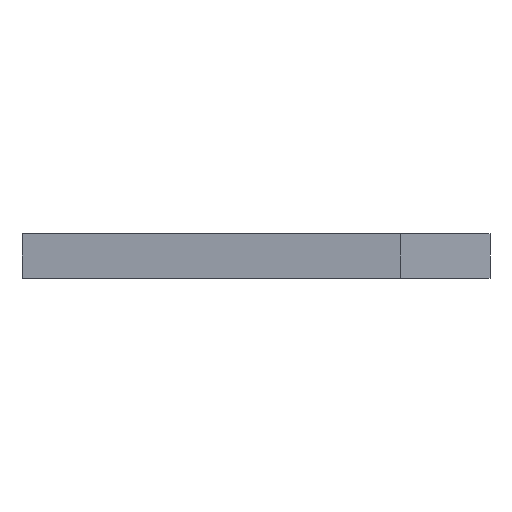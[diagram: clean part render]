
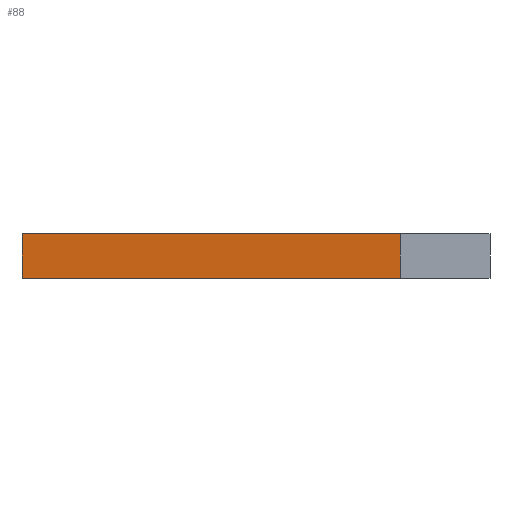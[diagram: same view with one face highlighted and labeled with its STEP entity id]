
A CAD part, left-side view. The second image highlights one B-rep face of the part: STEP entity #88.
In plain terms, the highlighted planar face has unit normal (-0.993, 0.122, 0).
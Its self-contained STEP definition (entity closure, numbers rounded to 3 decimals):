
#88=ADVANCED_FACE('',(#200),#144,.F.);
#144=PLANE('',#1061);
#200=FACE_OUTER_BOUND('',#252,.T.);
#252=EDGE_LOOP('',(#312,#313,#314,#315));
#312=ORIENTED_EDGE('',*,*,#664,.T.);
#313=ORIENTED_EDGE('',*,*,#665,.F.);
#314=ORIENTED_EDGE('',*,*,#666,.F.);
#315=ORIENTED_EDGE('',*,*,#667,.T.);
#576=VERTEX_POINT('',#1365);
#577=VERTEX_POINT('',#1366);
#578=VERTEX_POINT('',#1368);
#579=VERTEX_POINT('',#1370);
#664=EDGE_CURVE('',#576,#577,#796,.T.);
#665=EDGE_CURVE('',#578,#577,#797,.T.);
#666=EDGE_CURVE('',#579,#578,#798,.T.);
#667=EDGE_CURVE('',#579,#576,#799,.T.);
#796=LINE('',#1364,#928);
#797=LINE('',#1367,#929);
#798=LINE('',#1369,#930);
#799=LINE('',#1371,#931);
#928=VECTOR('',#1119,1.);
#929=VECTOR('',#1120,1.);
#930=VECTOR('',#1121,1.);
#931=VECTOR('',#1122,1.);
#1061=AXIS2_PLACEMENT_3D('',#1372,#1123,#1124);
#1119=DIRECTION('',(-0.122,-0.993,0.));
#1120=DIRECTION('',(0.,0.,-1.));
#1121=DIRECTION('',(-0.122,-0.993,0.));
#1122=DIRECTION('',(0.,0.,-1.));
#1123=DIRECTION('',(0.993,-0.122,0.));
#1124=DIRECTION('',(0.122,0.993,0.));
#1364=CARTESIAN_POINT('',(126.2,242.3,0.));
#1365=CARTESIAN_POINT('',(126.2,242.3,0.));
#1366=CARTESIAN_POINT('',(115.658,156.445,0.));
#1367=CARTESIAN_POINT('',(115.658,156.445,10.));
#1368=CARTESIAN_POINT('',(115.658,156.445,10.));
#1369=CARTESIAN_POINT('',(126.2,242.3,10.));
#1370=CARTESIAN_POINT('',(126.2,242.3,10.));
#1371=CARTESIAN_POINT('',(126.2,242.3,10.));
#1372=CARTESIAN_POINT('',(126.2,242.3,10.));
